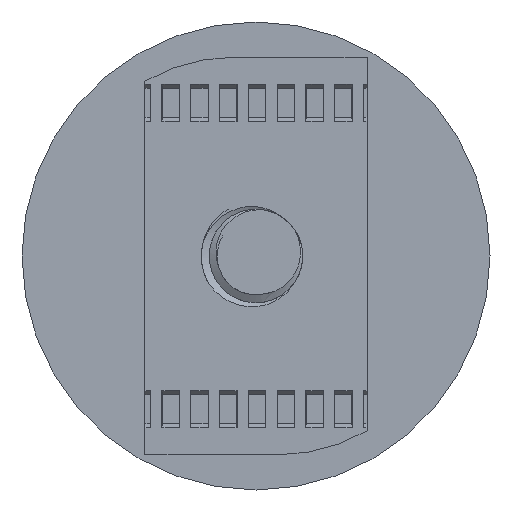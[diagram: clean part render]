
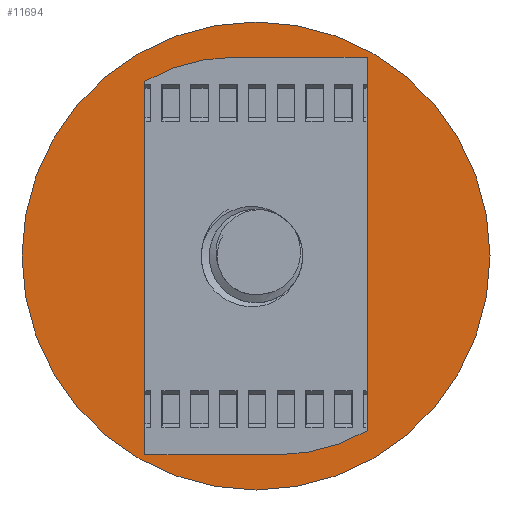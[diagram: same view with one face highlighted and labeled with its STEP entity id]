
A CAD part, front view. The second image highlights one B-rep face of the part: STEP entity #11694.
In plain terms, the highlighted planar face has unit normal (0, -1, 0).
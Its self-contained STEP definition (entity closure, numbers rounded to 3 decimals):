
#545 = AXIS2_PLACEMENT_3D ( 'NONE', #3460, #16834, #1819 ) ;
#673 = VERTEX_POINT ( 'NONE', #17161 ) ;
#1584 = CARTESIAN_POINT ( 'NONE',  ( 0., 16., -20. ) ) ;
#1819 = DIRECTION ( 'NONE',  ( 0., 0., 1. ) ) ;
#2259 = DIRECTION ( 'NONE',  ( 0., 0., 1. ) ) ;
#3460 = CARTESIAN_POINT ( 'NONE',  ( 0., 16., 0. ) ) ;
#3910 = DIRECTION ( 'NONE',  ( 0., 1., 0. ) ) ;
#4098 = PLANE ( 'NONE',  #545 ) ;
#4203 = CARTESIAN_POINT ( 'NONE',  ( 0., 16., 0. ) ) ;
#4230 = DIRECTION ( 'NONE',  ( 0., 0., 1. ) ) ;
#4383 = AXIS2_PLACEMENT_3D ( 'NONE', #15866, #3910, #2259 ) ;
#5547 = VERTEX_POINT ( 'NONE', #11976 ) ;
#5820 = CIRCLE ( 'NONE', #18050, 4.173 ) ;
#5999 = VERTEX_POINT ( 'NONE', #18755 ) ;
#6550 = CARTESIAN_POINT ( 'NONE',  ( 0., 16., 0. ) ) ;
#6847 = CIRCLE ( 'NONE', #16304, 4.173 ) ;
#7299 = CARTESIAN_POINT ( 'NONE',  ( 0., 16., 0. ) ) ;
#7558 = CIRCLE ( 'NONE', #4383, 20. ) ;
#8626 = FACE_OUTER_BOUND ( 'NONE', #20145, .T. ) ;
#9202 = ORIENTED_EDGE ( 'NONE', *, *, #19722, .T. ) ;
#10618 = EDGE_LOOP ( 'NONE', ( #20776, #9202 ) ) ;
#11208 = DIRECTION ( 'NONE',  ( 0., 0., 1. ) ) ;
#11694 = ADVANCED_FACE ( 'NONE', ( #8626, #18469 ), #4098, .F. ) ;
#11751 = AXIS2_PLACEMENT_3D ( 'NONE', #4203, #14182, #11208 ) ;
#11976 = CARTESIAN_POINT ( 'NONE',  ( 0., 16., 20. ) ) ;
#12355 = DIRECTION ( 'NONE',  ( 0., 1., 0. ) ) ;
#13113 = ORIENTED_EDGE ( 'NONE', *, *, #14849, .F. ) ;
#13378 = VERTEX_POINT ( 'NONE', #1584 ) ;
#14182 = DIRECTION ( 'NONE',  ( 0., 1., 0. ) ) ;
#14849 = EDGE_CURVE ( 'NONE', #13378, #5547, #14911, .T. ) ;
#14911 = CIRCLE ( 'NONE', #11751, 20. ) ;
#15866 = CARTESIAN_POINT ( 'NONE',  ( 0., 16., 0. ) ) ;
#16304 = AXIS2_PLACEMENT_3D ( 'NONE', #6550, #16626, #16522 ) ;
#16522 = DIRECTION ( 'NONE',  ( 0., 0., 1. ) ) ;
#16626 = DIRECTION ( 'NONE',  ( 0., 1., 0. ) ) ;
#16834 = DIRECTION ( 'NONE',  ( 0., 1., 0. ) ) ;
#17161 = CARTESIAN_POINT ( 'NONE',  ( 0., 16., -4.173 ) ) ;
#18050 = AXIS2_PLACEMENT_3D ( 'NONE', #7299, #12355, #4230 ) ;
#18469 = FACE_BOUND ( 'NONE', #10618, .T. ) ;
#18499 = EDGE_CURVE ( 'NONE', #5547, #13378, #7558, .T. ) ;
#18755 = CARTESIAN_POINT ( 'NONE',  ( 0., 16., 4.173 ) ) ;
#18934 = ORIENTED_EDGE ( 'NONE', *, *, #18499, .F. ) ;
#19459 = EDGE_CURVE ( 'NONE', #673, #5999, #6847, .T. ) ;
#19722 = EDGE_CURVE ( 'NONE', #5999, #673, #5820, .T. ) ;
#20145 = EDGE_LOOP ( 'NONE', ( #13113, #18934 ) ) ;
#20776 = ORIENTED_EDGE ( 'NONE', *, *, #19459, .T. ) ;
